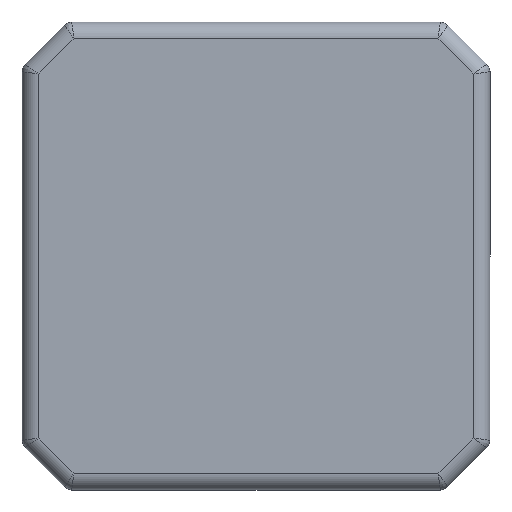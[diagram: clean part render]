
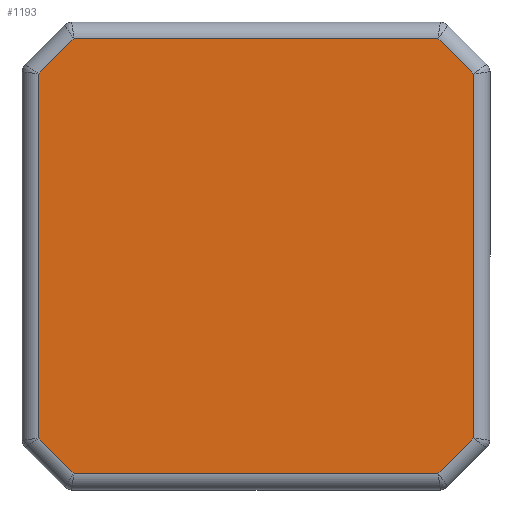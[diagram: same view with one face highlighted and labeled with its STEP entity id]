
A CAD part, front view. The second image highlights one B-rep face of the part: STEP entity #1193.
In plain terms, the highlighted planar face has unit normal (0, -1, 0).
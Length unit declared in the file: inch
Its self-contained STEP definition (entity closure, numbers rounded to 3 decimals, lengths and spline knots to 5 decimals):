
#61 = LINE ( 'NONE', #918, #1059 ) ;
#90 = EDGE_CURVE ( 'NONE', #2253, #1046, #352, .T. ) ;
#145 = ORIENTED_EDGE ( 'NONE', *, *, #1035, .T. ) ;
#183 = PLANE ( 'NONE',  #1648 ) ;
#188 = CARTESIAN_POINT ( 'NONE',  ( 1.91606, -10., 2.33095 ) ) ;
#246 = LINE ( 'NONE', #876, #607 ) ;
#352 = LINE ( 'NONE', #1050, #1627 ) ;
#376 = DIRECTION ( 'NONE',  ( 0., 1., 0. ) ) ;
#377 = ORIENTED_EDGE ( 'NONE', *, *, #1374, .T. ) ;
#387 = LINE ( 'NONE', #1164, #848 ) ;
#427 = VERTEX_POINT ( 'NONE', #1934 ) ;
#431 = CARTESIAN_POINT ( 'NONE',  ( -2.33095, -10., 1.91606 ) ) ;
#475 = CARTESIAN_POINT ( 'NONE',  ( 1.93451, -10., -2.3125 ) ) ;
#551 = EDGE_CURVE ( 'NONE', #427, #2123, #1665, .T. ) ;
#592 = CARTESIAN_POINT ( 'NONE',  ( 2.33095, -10., -1.91606 ) ) ;
#607 = VECTOR ( 'NONE', #1036, 39.37008 ) ;
#634 = DIRECTION ( 'NONE',  ( -0.707, 0., 0.707 ) ) ;
#716 = VECTOR ( 'NONE', #1655, 39.37008 ) ;
#730 = CARTESIAN_POINT ( 'NONE',  ( 2.3125, -10., -1.93451 ) ) ;
#846 = EDGE_CURVE ( 'NONE', #1832, #2253, #2040, .T. ) ;
#848 = VECTOR ( 'NONE', #984, 39.37008 ) ;
#876 = CARTESIAN_POINT ( 'NONE',  ( -1.96061, -10., 2.3125 ) ) ;
#904 = CARTESIAN_POINT ( 'NONE',  ( 2.3755, -10., 1.96061 ) ) ;
#918 = CARTESIAN_POINT ( 'NONE',  ( -2.3125, -10., -1.96061 ) ) ;
#926 = ORIENTED_EDGE ( 'NONE', *, *, #1469, .T. ) ;
#984 = DIRECTION ( 'NONE',  ( 1., 0., 0. ) ) ;
#1035 = EDGE_CURVE ( 'NONE', #1046, #1718, #2006, .T. ) ;
#1036 = DIRECTION ( 'NONE',  ( -1., 0., 0. ) ) ;
#1046 = VERTEX_POINT ( 'NONE', #1890 ) ;
#1050 = CARTESIAN_POINT ( 'NONE',  ( 2.3125, -10., 1.96061 ) ) ;
#1059 = VECTOR ( 'NONE', #2111, 39.37008 ) ;
#1108 = VERTEX_POINT ( 'NONE', #1896 ) ;
#1151 = CARTESIAN_POINT ( 'NONE',  ( 1.93451, -10., 2.3125 ) ) ;
#1164 = CARTESIAN_POINT ( 'NONE',  ( 1.96061, -10., -2.3125 ) ) ;
#1193 = ADVANCED_FACE ( 'NONE', ( #1748 ), #183, .F. ) ;
#1276 = EDGE_LOOP ( 'NONE', ( #2026, #926, #2002, #2277, #145, #1634, #1710, #377 ) ) ;
#1278 = DIRECTION ( 'NONE',  ( 0.707, 0., -0.707 ) ) ;
#1310 = EDGE_CURVE ( 'NONE', #1718, #1108, #246, .T. ) ;
#1374 = EDGE_CURVE ( 'NONE', #1401, #427, #61, .T. ) ;
#1401 = VERTEX_POINT ( 'NONE', #2251 ) ;
#1415 = DIRECTION ( 'NONE',  ( 0., 0., 1. ) ) ;
#1469 = EDGE_CURVE ( 'NONE', #2123, #1832, #387, .T. ) ;
#1525 = VECTOR ( 'NONE', #1802, 39.37008 ) ;
#1626 = CARTESIAN_POINT ( 'NONE',  ( -1.91606, -10., -2.33095 ) ) ;
#1627 = VECTOR ( 'NONE', #1879, 39.37008 ) ;
#1634 = ORIENTED_EDGE ( 'NONE', *, *, #1310, .T. ) ;
#1648 = AXIS2_PLACEMENT_3D ( 'NONE', #904, #376, #1415 ) ;
#1655 = DIRECTION ( 'NONE',  ( -0.707, 0., -0.707 ) ) ;
#1665 = LINE ( 'NONE', #1626, #2070 ) ;
#1710 = ORIENTED_EDGE ( 'NONE', *, *, #1921, .T. ) ;
#1718 = VERTEX_POINT ( 'NONE', #1151 ) ;
#1748 = FACE_OUTER_BOUND ( 'NONE', #1276, .T. ) ;
#1802 = DIRECTION ( 'NONE',  ( 0.707, 0., 0.707 ) ) ;
#1820 = LINE ( 'NONE', #431, #716 ) ;
#1832 = VERTEX_POINT ( 'NONE', #475 ) ;
#1879 = DIRECTION ( 'NONE',  ( 0., 0., 1. ) ) ;
#1890 = CARTESIAN_POINT ( 'NONE',  ( 2.3125, -10., 1.93451 ) ) ;
#1896 = CARTESIAN_POINT ( 'NONE',  ( -1.93451, -10., 2.3125 ) ) ;
#1921 = EDGE_CURVE ( 'NONE', #1108, #1401, #1820, .T. ) ;
#1934 = CARTESIAN_POINT ( 'NONE',  ( -2.3125, -10., -1.93451 ) ) ;
#2002 = ORIENTED_EDGE ( 'NONE', *, *, #846, .T. ) ;
#2006 = LINE ( 'NONE', #188, #2127 ) ;
#2026 = ORIENTED_EDGE ( 'NONE', *, *, #551, .T. ) ;
#2040 = LINE ( 'NONE', #592, #1525 ) ;
#2070 = VECTOR ( 'NONE', #1278, 39.37008 ) ;
#2111 = DIRECTION ( 'NONE',  ( 0., 0., -1. ) ) ;
#2123 = VERTEX_POINT ( 'NONE', #2211 ) ;
#2127 = VECTOR ( 'NONE', #634, 39.37008 ) ;
#2211 = CARTESIAN_POINT ( 'NONE',  ( -1.93451, -10., -2.3125 ) ) ;
#2251 = CARTESIAN_POINT ( 'NONE',  ( -2.3125, -10., 1.93451 ) ) ;
#2253 = VERTEX_POINT ( 'NONE', #730 ) ;
#2277 = ORIENTED_EDGE ( 'NONE', *, *, #90, .T. ) ;
